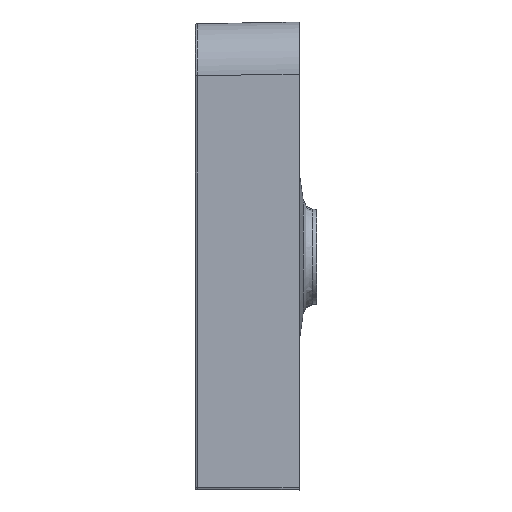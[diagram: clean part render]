
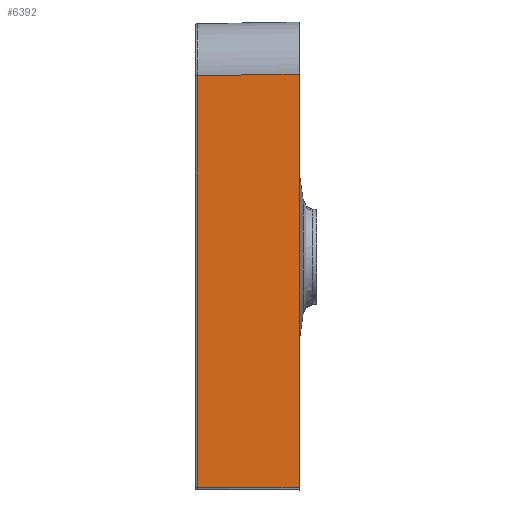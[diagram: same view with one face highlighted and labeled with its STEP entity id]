
A CAD part, left-side view. The second image highlights one B-rep face of the part: STEP entity #6392.
In plain terms, the highlighted planar face has unit normal (-1, 0.018, 0).
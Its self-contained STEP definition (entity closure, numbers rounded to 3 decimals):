
#157 = VECTOR ( 'NONE', #253, 1000. ) ;
#253 = DIRECTION ( 'NONE',  ( 0., 0., -1. ) ) ;
#261 = ORIENTED_EDGE ( 'NONE', *, *, #3387, .T. ) ;
#407 = ORIENTED_EDGE ( 'NONE', *, *, #6134, .F. ) ;
#653 = LINE ( 'NONE', #7872, #157 ) ;
#738 = ORIENTED_EDGE ( 'NONE', *, *, #2275, .T. ) ;
#1131 = VECTOR ( 'NONE', #4250, 1000. ) ;
#1209 = VERTEX_POINT ( 'NONE', #6810 ) ;
#1228 = VECTOR ( 'NONE', #2267, 1000. ) ;
#1608 = CARTESIAN_POINT ( 'NONE',  ( -398.289, -1.965, 224.04 ) ) ;
#2267 = DIRECTION ( 'NONE',  ( 0., 0., -1. ) ) ;
#2275 = EDGE_CURVE ( 'NONE', #1209, #4698, #3393, .T. ) ;
#2295 = VERTEX_POINT ( 'NONE', #4021 ) ;
#2809 = DIRECTION ( 'NONE',  ( 0.017, 1., -0.017 ) ) ;
#2977 = LINE ( 'NONE', #1608, #1228 ) ;
#3140 = VERTEX_POINT ( 'NONE', #6500 ) ;
#3387 = EDGE_CURVE ( 'NONE', #3140, #2295, #6210, .T. ) ;
#3393 = LINE ( 'NONE', #3478, #5007 ) ;
#3478 = CARTESIAN_POINT ( 'NONE',  ( -398.27, -0.872, 174.063 ) ) ;
#3618 = FACE_OUTER_BOUND ( 'NONE', #5790, .T. ) ;
#3701 = CARTESIAN_POINT ( 'NONE',  ( -398.241, 0.778, -222.039 ) ) ;
#4021 = CARTESIAN_POINT ( 'NONE',  ( -400.001, -100., -222.215 ) ) ;
#4250 = DIRECTION ( 'NONE',  ( -0.017, -1., -0.002 ) ) ;
#4425 = ORIENTED_EDGE ( 'NONE', *, *, #6951, .T. ) ;
#4698 = VERTEX_POINT ( 'NONE', #8152 ) ;
#5007 = VECTOR ( 'NONE', #2809, 1000. ) ;
#5790 = EDGE_LOOP ( 'NONE', ( #407, #738, #4425, #261 ) ) ;
#6134 = EDGE_CURVE ( 'NONE', #1209, #2295, #653, .T. ) ;
#6163 = DIRECTION ( 'NONE',  ( -0.017, -1., 0. ) ) ;
#6210 = LINE ( 'NONE', #3701, #1131 ) ;
#6392 = ADVANCED_FACE ( 'NONE', ( #3618 ), #8036, .T. ) ;
#6500 = CARTESIAN_POINT ( 'NONE',  ( -398.289, -1.965, -222.043 ) ) ;
#6789 = DIRECTION ( 'NONE',  ( -1., 0.017, 0. ) ) ;
#6810 = CARTESIAN_POINT ( 'NONE',  ( -400.001, -100., 175.793 ) ) ;
#6951 = EDGE_CURVE ( 'NONE', #4698, #3140, #2977, .T. ) ;
#7366 = CARTESIAN_POINT ( 'NONE',  ( -398.255, 0., 224.04 ) ) ;
#7872 = CARTESIAN_POINT ( 'NONE',  ( -400.001, -100., 224.04 ) ) ;
#8036 = PLANE ( 'NONE',  #8133 ) ;
#8133 = AXIS2_PLACEMENT_3D ( 'NONE', #7366, #6789, #6163 ) ;
#8152 = CARTESIAN_POINT ( 'NONE',  ( -398.289, -1.965, 174.082 ) ) ;
